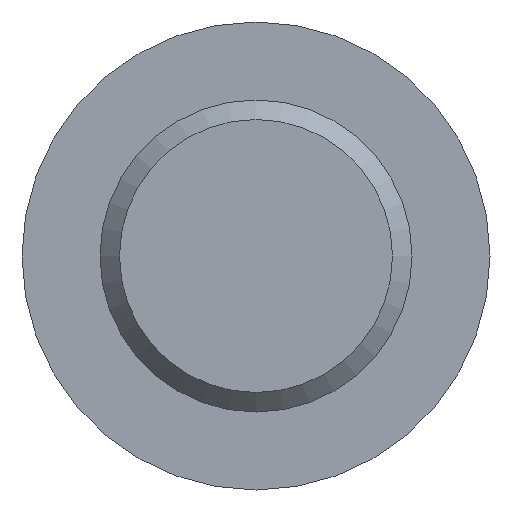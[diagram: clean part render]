
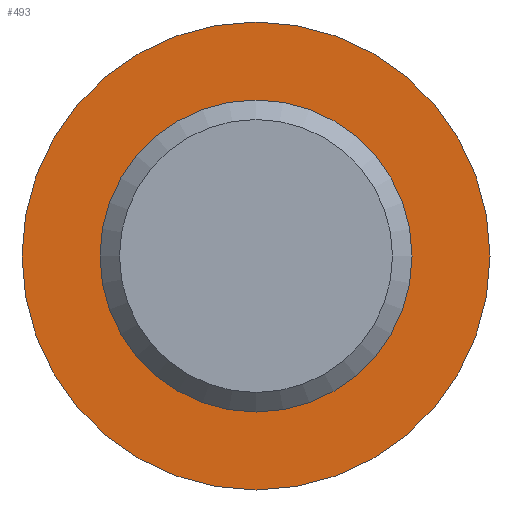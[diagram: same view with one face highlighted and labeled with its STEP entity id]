
A CAD part, front view. The second image highlights one B-rep face of the part: STEP entity #493.
In plain terms, the highlighted planar face has unit normal (0, -1, 0).
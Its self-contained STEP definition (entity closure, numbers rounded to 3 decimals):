
#18 = CIRCLE ( 'NONE', #191, 8. ) ;
#34 = EDGE_CURVE ( 'NONE', #456, #456, #157, .T. ) ;
#75 = PLANE ( 'NONE',  #279 ) ;
#102 = EDGE_LOOP ( 'NONE', ( #353 ) ) ;
#126 = CARTESIAN_POINT ( 'NONE',  ( 0., 50., -8. ) ) ;
#157 = CIRCLE ( 'NONE', #271, 12. ) ;
#191 = AXIS2_PLACEMENT_3D ( 'NONE', #289, #343, #497 ) ;
#212 = CARTESIAN_POINT ( 'NONE',  ( 0., 50., -12. ) ) ;
#237 = DIRECTION ( 'NONE',  ( 0., 0., -1. ) ) ;
#271 = AXIS2_PLACEMENT_3D ( 'NONE', #485, #491, #237 ) ;
#279 = AXIS2_PLACEMENT_3D ( 'NONE', #534, #301, #421 ) ;
#289 = CARTESIAN_POINT ( 'NONE',  ( 0., 50., 0. ) ) ;
#301 = DIRECTION ( 'NONE',  ( 0., 1., 0. ) ) ;
#331 = FACE_BOUND ( 'NONE', #102, .T. ) ;
#343 = DIRECTION ( 'NONE',  ( 0., -1., 0. ) ) ;
#353 = ORIENTED_EDGE ( 'NONE', *, *, #511, .F. ) ;
#413 = VERTEX_POINT ( 'NONE', #126 ) ;
#421 = DIRECTION ( 'NONE',  ( 0., 0., 1. ) ) ;
#427 = EDGE_LOOP ( 'NONE', ( #429 ) ) ;
#429 = ORIENTED_EDGE ( 'NONE', *, *, #34, .T. ) ;
#446 = FACE_OUTER_BOUND ( 'NONE', #427, .T. ) ;
#456 = VERTEX_POINT ( 'NONE', #212 ) ;
#485 = CARTESIAN_POINT ( 'NONE',  ( 0., 50., 0. ) ) ;
#491 = DIRECTION ( 'NONE',  ( 0., -1., 0. ) ) ;
#493 = ADVANCED_FACE ( 'NONE', ( #331, #446 ), #75, .F. ) ;
#497 = DIRECTION ( 'NONE',  ( 0., 0., -1. ) ) ;
#511 = EDGE_CURVE ( 'NONE', #413, #413, #18, .T. ) ;
#534 = CARTESIAN_POINT ( 'NONE',  ( -8., 50., 0. ) ) ;
